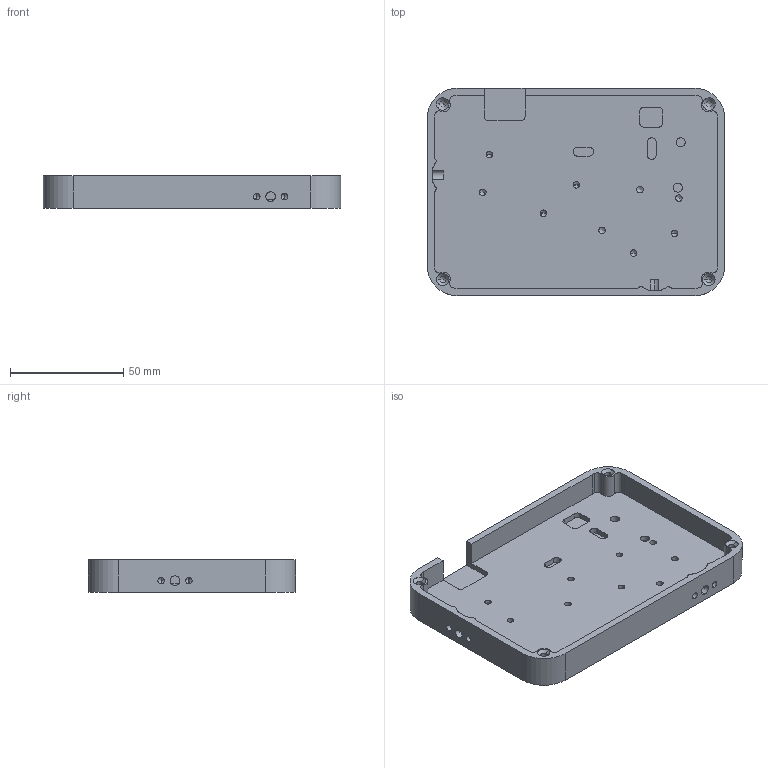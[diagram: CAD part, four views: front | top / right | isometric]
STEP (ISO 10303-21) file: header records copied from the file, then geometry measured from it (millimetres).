
FILE_DESCRIPTION (( 'STEP AP214' ), '1' );
FILE_NAME ('BaordCase.STEP', '2021-09-21T14:16:29', ( '' ), ( '' ), 'SwSTEP 2.0', 'SolidWorks 2021', '' );
FILE_SCHEMA (( 'AUTOMOTIVE_DESIGN' ));
Length unit declared in the file: millimetre
Products named in the file (1): BaordCase
Bounding box: 131.4 x 91.4 x 14.5 mm (x, y, z)
Volume: 60109.4 mm3; surface area: 34781.7 mm2
Topology: 1 solids, 1 shells, 182 faces, 489 edges, 295 vertices
Faces by surface type: cylinder 101, cone 42, plane 39
Entity records: 5559 total; most frequent: DIRECTION 1031, CARTESIAN_POINT 967, ORIENTED_EDGE 910, EDGE_CURVE 455, AXIS2_PLACEMENT_3D 399, VERTEX_POINT 295, VECTOR 233, LINE 233
